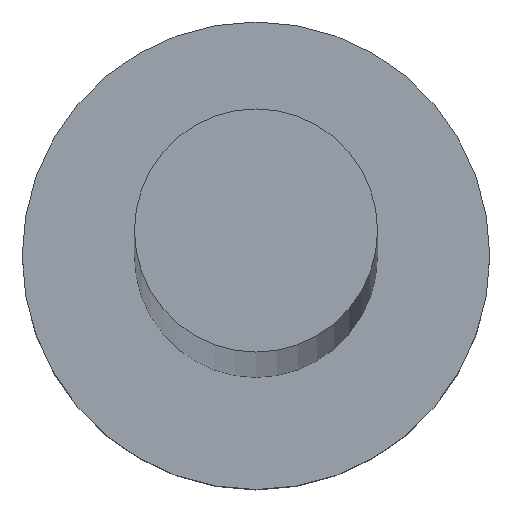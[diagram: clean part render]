
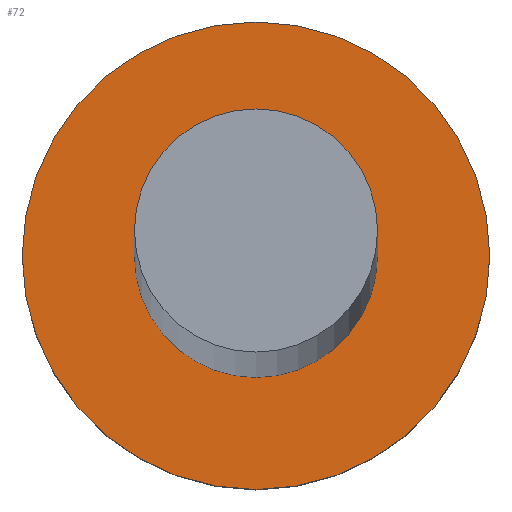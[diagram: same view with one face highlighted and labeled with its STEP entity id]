
A CAD part, top view. The second image highlights one B-rep face of the part: STEP entity #72.
In plain terms, the highlighted planar face has unit normal (0, 0, 1).
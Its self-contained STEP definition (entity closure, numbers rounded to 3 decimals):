
#1 = ORIENTED_EDGE ( 'NONE', *, *, #106, .T. ) ;
#4 = DIRECTION ( 'NONE',  ( 1., 0., 0. ) ) ;
#5 = EDGE_CURVE ( 'NONE', #247, #77, #115, .T. ) ;
#28 = AXIS2_PLACEMENT_3D ( 'NONE', #215, #97, #119 ) ;
#36 = CARTESIAN_POINT ( 'NONE',  ( 0., 0., 5. ) ) ;
#41 = AXIS2_PLACEMENT_3D ( 'NONE', #105, #188, #4 ) ;
#44 = PLANE ( 'NONE',  #41 ) ;
#49 = VERTEX_POINT ( 'NONE', #220 ) ;
#56 = AXIS2_PLACEMENT_3D ( 'NONE', #36, #99, #122 ) ;
#65 = FACE_BOUND ( 'NONE', #231, .T. ) ;
#72 = ADVANCED_FACE ( 'NONE', ( #65, #89 ), #44, .T. ) ;
#76 = EDGE_LOOP ( 'NONE', ( #1, #149 ) ) ;
#77 = VERTEX_POINT ( 'NONE', #169 ) ;
#79 = AXIS2_PLACEMENT_3D ( 'NONE', #240, #170, #174 ) ;
#84 = DIRECTION ( 'NONE',  ( 0., 0., 1. ) ) ;
#89 = FACE_OUTER_BOUND ( 'NONE', #76, .T. ) ;
#97 = DIRECTION ( 'NONE',  ( 0., 0., 1. ) ) ;
#99 = DIRECTION ( 'NONE',  ( 0., 0., 1. ) ) ;
#104 = DIRECTION ( 'NONE',  ( 1., 0., 0. ) ) ;
#105 = CARTESIAN_POINT ( 'NONE',  ( 0., 0., 5. ) ) ;
#106 = EDGE_CURVE ( 'NONE', #77, #247, #192, .T. ) ;
#115 = CIRCLE ( 'NONE', #254, 5. ) ;
#119 = DIRECTION ( 'NONE',  ( 1., 0., 0. ) ) ;
#120 = EDGE_CURVE ( 'NONE', #49, #217, #150, .T. ) ;
#122 = DIRECTION ( 'NONE',  ( 1., 0., 0. ) ) ;
#123 = EDGE_CURVE ( 'NONE', #217, #49, #182, .T. ) ;
#129 = CARTESIAN_POINT ( 'NONE',  ( 5., 0., 5. ) ) ;
#149 = ORIENTED_EDGE ( 'NONE', *, *, #5, .T. ) ;
#150 = CIRCLE ( 'NONE', #28, 2.6 ) ;
#152 = CARTESIAN_POINT ( 'NONE',  ( -2.6, 0., 5. ) ) ;
#164 = ORIENTED_EDGE ( 'NONE', *, *, #123, .F. ) ;
#169 = CARTESIAN_POINT ( 'NONE',  ( -5., 0., 5. ) ) ;
#170 = DIRECTION ( 'NONE',  ( 0., 0., 1. ) ) ;
#174 = DIRECTION ( 'NONE',  ( 1., 0., 0. ) ) ;
#182 = CIRCLE ( 'NONE', #56, 2.6 ) ;
#188 = DIRECTION ( 'NONE',  ( 0., 0., 1. ) ) ;
#192 = CIRCLE ( 'NONE', #79, 5. ) ;
#195 = ORIENTED_EDGE ( 'NONE', *, *, #120, .F. ) ;
#215 = CARTESIAN_POINT ( 'NONE',  ( 0., 0., 5. ) ) ;
#217 = VERTEX_POINT ( 'NONE', #152 ) ;
#220 = CARTESIAN_POINT ( 'NONE',  ( 2.6, 0., 5. ) ) ;
#231 = EDGE_LOOP ( 'NONE', ( #164, #195 ) ) ;
#240 = CARTESIAN_POINT ( 'NONE',  ( 0., 0., 5. ) ) ;
#247 = VERTEX_POINT ( 'NONE', #129 ) ;
#254 = AXIS2_PLACEMENT_3D ( 'NONE', #255, #84, #104 ) ;
#255 = CARTESIAN_POINT ( 'NONE',  ( 0., 0., 5. ) ) ;
